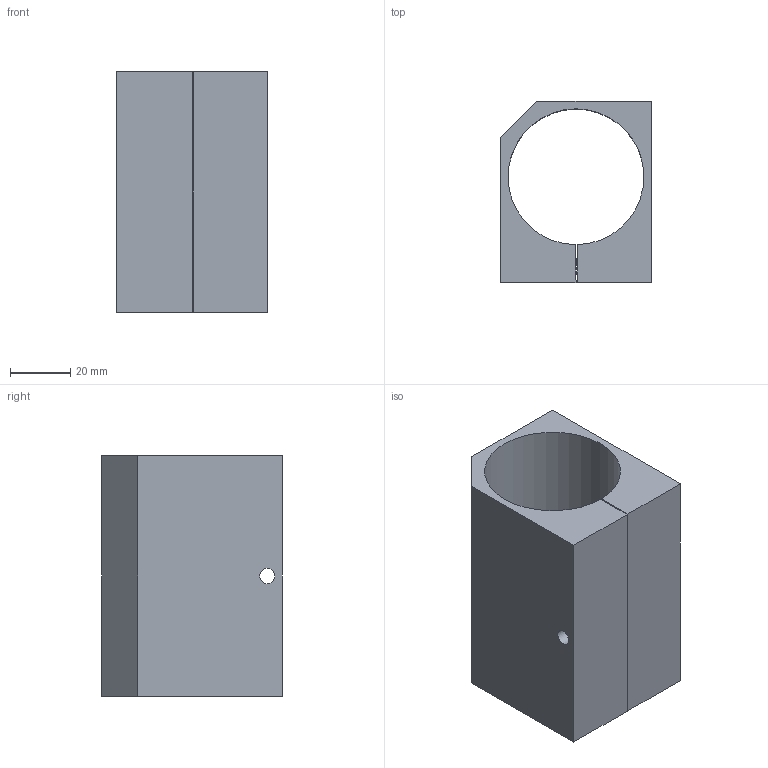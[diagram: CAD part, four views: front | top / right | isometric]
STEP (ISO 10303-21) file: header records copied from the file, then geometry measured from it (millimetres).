
FILE_DESCRIPTION(/* description */ (''),/* implementation_level */ '2;1');
FILE_NAME(/* name */ 'element01 v5.step',/* time_stamp */ '2018-01-05T18:37:12-05:00',/* author */ ('weisenburger'),/* organization */ (''),/* preprocessor_version */ 'ST-DEVELOPER v16.13',/* originating_system */ 'Autodesk Translation Framework v6.5.0.72',/* authorisation */ '');
FILE_SCHEMA (('AUTOMOTIVE_DESIGN { 1 0 10303 214 3 1 1 }'));
Length unit declared in the file: millimetre
Products named in the file (1): element01
Bounding box: 50 x 60 x 80 mm (x, y, z)
Volume: 104566.2 mm3; surface area: 34046.3 mm2
Topology: 1 solids, 1 shells, 21 faces, 45 edges, 30 vertices
Faces by surface type: plane 14, cylinder 7
Full cylindrical faces by diameter (mm): 2.005 x2, 3.332 x2, 5.035 x1, 6.5 x1
Entity records: 614 total; most frequent: DIRECTION 103, CARTESIAN_POINT 97, ORIENTED_EDGE 90, EDGE_CURVE 45, AXIS2_PLACEMENT_3D 36, LINE 31, VECTOR 31, VERTEX_POINT 30
